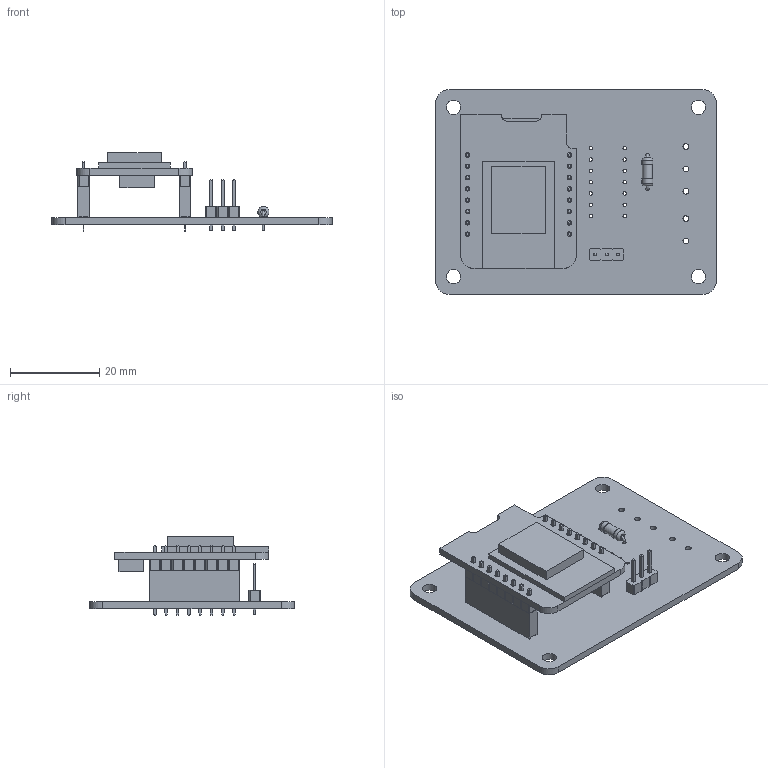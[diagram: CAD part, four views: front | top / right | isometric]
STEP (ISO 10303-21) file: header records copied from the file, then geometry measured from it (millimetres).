
FILE_DESCRIPTION(('KiCad electronic assembly'),'2;1');
FILE_NAME('EmotionLampBoard_V1.step','2022-01-24T22:09:55',('An Author') ,('A Company'),'Open CASCADE STEP processor 6.9', 'KiCad to STEP converter','Unknown');
FILE_SCHEMA(('AUTOMOTIVE_DESIGN { 1 0 10303 214 1 1 1 1 }'));
Length unit declared in the file: millimetre
Products named in the file (12): Open CASCADE STEP translator 6.9 1; R_Axial_DIN0207_L6.3mm_D2.5mm_P7.62mm_Horizontal; SOLID; WEMOS_D1_mini_light; PinHeader_1x08_P2.54mm_Vertical; PinSocket_1x08_P2.54mm_Vertical; PinHeader_1x03_P2.54mm_Vertical; COMPOUND
Assembly tree (13 placements, depth 3):
  Open CASCADE STEP translator 6.9 1
    R_Axial_DIN0207_L6.3mm_D2.5mm_P7.62mm_Horizontal
      SOLID
    WEMOS_D1_mini_light
      SOLID
    PinHeader_1x08_P2.54mm_Vertical  x2
      SOLID
    PinSocket_1x08_P2.54mm_Vertical  x2
      SOLID
    PinHeader_1x03_P2.54mm_Vertical
      SOLID
    COMPOUND
Bounding box: 63 x 46 x 17.7 mm (x, y, z)
Volume: 7973 mm3; surface area: 10761.1 mm2
Topology: 8 solids, 8 shells, 1102 faces, 2761 edges, 1766 vertices
Faces by surface type: plane 1024, cylinder 74, torus 4
Full cylindrical faces by diameter (mm): 0.6 x2, 0.787 x14, 0.8 x2, 1 x35, 1.3 x5, 2.25 x1, 2.5 x2, 3.2 x4
Entity records: 45951 total; most frequent: CARTESIAN_POINT 7845, DIRECTION 6343, LINE 4569, VECTOR 4569, ORIENTED_EDGE 3254, PCURVE 3254, DEFINITIONAL_REPRESENTATION 3254, EDGE_CURVE 1627
